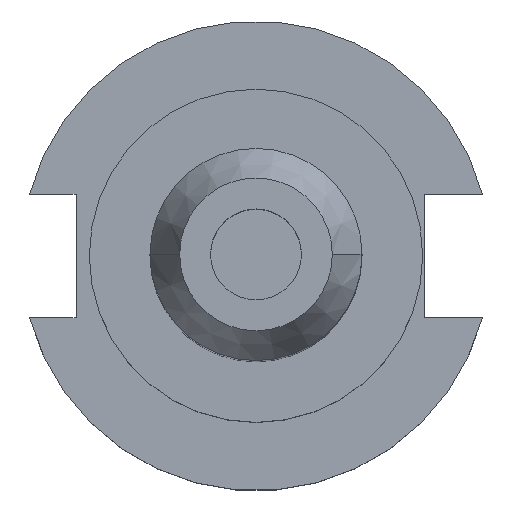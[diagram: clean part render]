
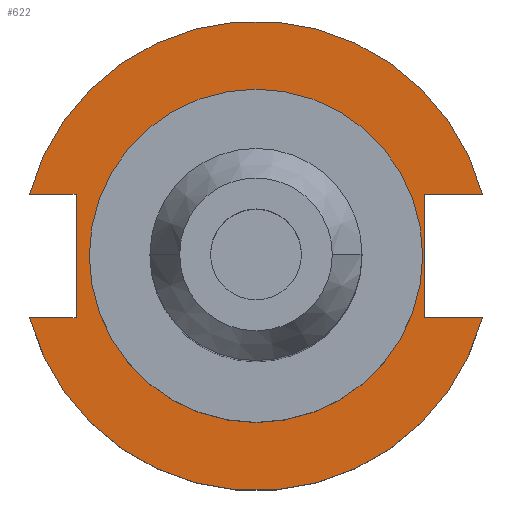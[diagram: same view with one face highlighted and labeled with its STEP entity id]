
A CAD part, top view. The second image highlights one B-rep face of the part: STEP entity #622.
In plain terms, the highlighted planar face has unit normal (0, 0, 1).
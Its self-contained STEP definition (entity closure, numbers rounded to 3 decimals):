
#12 = ORIENTED_EDGE ( 'NONE', *, *, #145, .T. ) ;
#18 = CARTESIAN_POINT ( 'NONE',  ( -34.925, 0., 19.05 ) ) ;
#52 = VERTEX_POINT ( 'NONE', #53 ) ;
#53 = CARTESIAN_POINT ( 'NONE',  ( -37.719, 12.954, 19.05 ) ) ;
#68 = AXIS2_PLACEMENT_3D ( 'NONE', #1257, #646, #998 ) ;
#75 = DIRECTION ( 'NONE',  ( -1., 0., 0. ) ) ;
#85 = CIRCLE ( 'NONE', #1598, 34.925 ) ;
#88 = CARTESIAN_POINT ( 'NONE',  ( 35.306, -12.954, 19.05 ) ) ;
#98 = DIRECTION ( 'NONE',  ( 1., 0., 0. ) ) ;
#101 = LINE ( 'NONE', #238, #244 ) ;
#111 = DIRECTION ( 'NONE',  ( 0., 0., 1. ) ) ;
#113 = ORIENTED_EDGE ( 'NONE', *, *, #136, .T. ) ;
#123 = DIRECTION ( 'NONE',  ( 0., 1., 0. ) ) ;
#134 = DIRECTION ( 'NONE',  ( 0., -1., 0. ) ) ;
#136 = EDGE_CURVE ( 'NONE', #672, #166, #689, .T. ) ;
#140 = CARTESIAN_POINT ( 'NONE',  ( -37.719, 12.954, 19.05 ) ) ;
#145 = EDGE_CURVE ( 'NONE', #832, #1619, #1229, .T. ) ;
#166 = VERTEX_POINT ( 'NONE', #677 ) ;
#207 = ORIENTED_EDGE ( 'NONE', *, *, #633, .F. ) ;
#211 = CIRCLE ( 'NONE', #68, 34.925 ) ;
#214 = CARTESIAN_POINT ( 'NONE',  ( 0., 0., 19.05 ) ) ;
#222 = FACE_OUTER_BOUND ( 'NONE', #1218, .T. ) ;
#231 = ORIENTED_EDGE ( 'NONE', *, *, #460, .F. ) ;
#238 = CARTESIAN_POINT ( 'NONE',  ( -63.719, -12.954, 19.05 ) ) ;
#244 = VECTOR ( 'NONE', #98, 1000. ) ;
#363 = DIRECTION ( 'NONE',  ( 1., 0., 0. ) ) ;
#406 = ORIENTED_EDGE ( 'NONE', *, *, #1570, .F. ) ;
#430 = VERTEX_POINT ( 'NONE', #980 ) ;
#460 = EDGE_CURVE ( 'NONE', #720, #1248, #85, .T. ) ;
#462 = CARTESIAN_POINT ( 'NONE',  ( -47.477, 12.954, 19.05 ) ) ;
#493 = VERTEX_POINT ( 'NONE', #1096 ) ;
#519 = LINE ( 'NONE', #88, #1412 ) ;
#545 = DIRECTION ( 'NONE',  ( -1., 0., 0. ) ) ;
#549 = VECTOR ( 'NONE', #123, 1000. ) ;
#556 = CARTESIAN_POINT ( 'NONE',  ( 0., 0., 19.05 ) ) ;
#568 = LINE ( 'NONE', #1140, #863 ) ;
#600 = VERTEX_POINT ( 'NONE', #619 ) ;
#619 = CARTESIAN_POINT ( 'NONE',  ( 35.306, -12.954, 19.05 ) ) ;
#622 = ADVANCED_FACE ( 'NONE', ( #667, #222 ), #866, .T. ) ;
#633 = EDGE_CURVE ( 'NONE', #672, #493, #101, .T. ) ;
#645 = CARTESIAN_POINT ( 'NONE',  ( -47.477, -12.954, 19.05 ) ) ;
#646 = DIRECTION ( 'NONE',  ( 0., 0., 1. ) ) ;
#667 = FACE_BOUND ( 'NONE', #1540, .T. ) ;
#672 = VERTEX_POINT ( 'NONE', #645 ) ;
#676 = ORIENTED_EDGE ( 'NONE', *, *, #996, .F. ) ;
#677 = CARTESIAN_POINT ( 'NONE',  ( 47.477, -12.954, 19.05 ) ) ;
#689 = CIRCLE ( 'NONE', #1333, 49.212 ) ;
#706 = LINE ( 'NONE', #1572, #769 ) ;
#713 = DIRECTION ( 'NONE',  ( 1., 0., 0. ) ) ;
#720 = VERTEX_POINT ( 'NONE', #18 ) ;
#740 = CARTESIAN_POINT ( 'NONE',  ( 34.925, 0., 19.05 ) ) ;
#765 = EDGE_CURVE ( 'NONE', #430, #600, #568, .T. ) ;
#769 = VECTOR ( 'NONE', #75, 1000. ) ;
#797 = EDGE_CURVE ( 'NONE', #493, #52, #882, .T. ) ;
#832 = VERTEX_POINT ( 'NONE', #978 ) ;
#839 = DIRECTION ( 'NONE',  ( 0., 0., 1. ) ) ;
#863 = VECTOR ( 'NONE', #134, 1000. ) ;
#864 = EDGE_CURVE ( 'NONE', #832, #430, #706, .T. ) ;
#866 = PLANE ( 'NONE',  #1534 ) ;
#882 = LINE ( 'NONE', #140, #549 ) ;
#978 = CARTESIAN_POINT ( 'NONE',  ( 47.477, 12.954, 19.05 ) ) ;
#980 = CARTESIAN_POINT ( 'NONE',  ( 35.306, 12.954, 19.05 ) ) ;
#996 = EDGE_CURVE ( 'NONE', #52, #1619, #1219, .T. ) ;
#998 = DIRECTION ( 'NONE',  ( 1., 0., 0. ) ) ;
#1027 = ORIENTED_EDGE ( 'NONE', *, *, #765, .F. ) ;
#1052 = DIRECTION ( 'NONE',  ( 1., 0., 0. ) ) ;
#1073 = DIRECTION ( 'NONE',  ( 0., 0., 1. ) ) ;
#1087 = DIRECTION ( 'NONE',  ( 1., 0., 0. ) ) ;
#1096 = CARTESIAN_POINT ( 'NONE',  ( -37.719, -12.954, 19.05 ) ) ;
#1140 = CARTESIAN_POINT ( 'NONE',  ( 35.306, 12.954, 19.05 ) ) ;
#1186 = DIRECTION ( 'NONE',  ( 0., 0., 1. ) ) ;
#1218 = EDGE_LOOP ( 'NONE', ( #113, #406, #1027, #1392, #12, #676, #1273, #207 ) ) ;
#1219 = LINE ( 'NONE', #1492, #1237 ) ;
#1221 = AXIS2_PLACEMENT_3D ( 'NONE', #1545, #1186, #1547 ) ;
#1229 = CIRCLE ( 'NONE', #1221, 49.212 ) ;
#1237 = VECTOR ( 'NONE', #545, 1000. ) ;
#1248 = VERTEX_POINT ( 'NONE', #740 ) ;
#1257 = CARTESIAN_POINT ( 'NONE',  ( 0., 0., 19.05 ) ) ;
#1273 = ORIENTED_EDGE ( 'NONE', *, *, #797, .F. ) ;
#1333 = AXIS2_PLACEMENT_3D ( 'NONE', #556, #1073, #1052 ) ;
#1369 = EDGE_CURVE ( 'NONE', #1248, #720, #211, .T. ) ;
#1374 = CARTESIAN_POINT ( 'NONE',  ( 0., 49.212, 19.05 ) ) ;
#1392 = ORIENTED_EDGE ( 'NONE', *, *, #864, .F. ) ;
#1397 = ORIENTED_EDGE ( 'NONE', *, *, #1369, .F. ) ;
#1412 = VECTOR ( 'NONE', #713, 1000. ) ;
#1492 = CARTESIAN_POINT ( 'NONE',  ( -63.719, 12.954, 19.05 ) ) ;
#1534 = AXIS2_PLACEMENT_3D ( 'NONE', #1374, #111, #363 ) ;
#1540 = EDGE_LOOP ( 'NONE', ( #1397, #231 ) ) ;
#1545 = CARTESIAN_POINT ( 'NONE',  ( 0., 0., 19.05 ) ) ;
#1547 = DIRECTION ( 'NONE',  ( 1., 0., 0. ) ) ;
#1570 = EDGE_CURVE ( 'NONE', #600, #166, #519, .T. ) ;
#1572 = CARTESIAN_POINT ( 'NONE',  ( 35.306, 12.954, 19.05 ) ) ;
#1598 = AXIS2_PLACEMENT_3D ( 'NONE', #214, #839, #1087 ) ;
#1619 = VERTEX_POINT ( 'NONE', #462 ) ;
